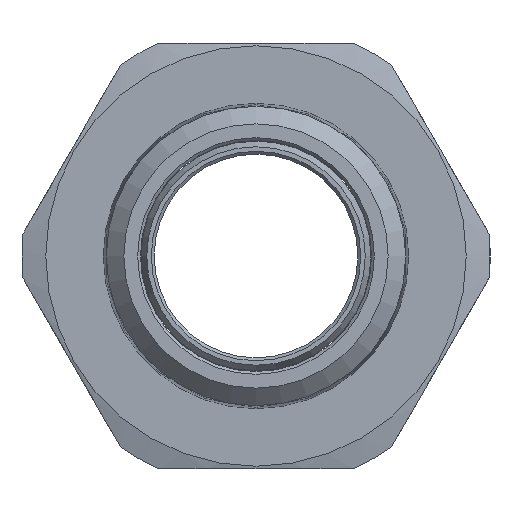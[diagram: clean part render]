
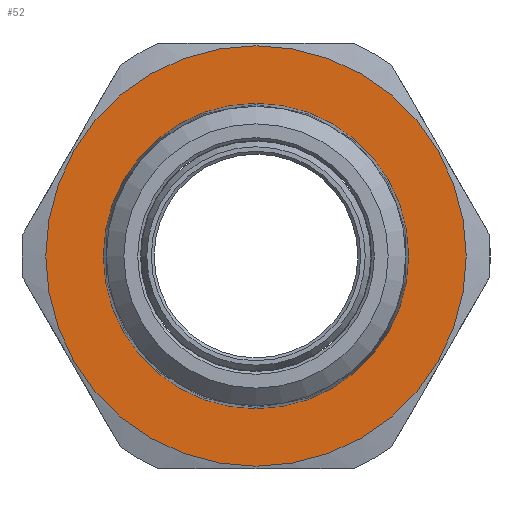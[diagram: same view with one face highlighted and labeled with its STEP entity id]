
A CAD part, left-side view. The second image highlights one B-rep face of the part: STEP entity #52.
In plain terms, the highlighted planar face has unit normal (-1, 0, 0).
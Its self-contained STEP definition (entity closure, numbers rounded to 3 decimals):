
#52 = ADVANCED_FACE ( 'NONE', ( #839, #2488 ), #2034, .F. ) ;
#118 = AXIS2_PLACEMENT_3D ( 'NONE', #1472, #870, #457 ) ;
#427 = CARTESIAN_POINT ( 'NONE',  ( 29.8, 13.45, 0. ) ) ;
#457 = DIRECTION ( 'NONE',  ( 0., 0., -1. ) ) ;
#554 = DIRECTION ( 'NONE',  ( -1., 0., 0. ) ) ;
#606 = DIRECTION ( 'NONE',  ( 0., 0., -1. ) ) ;
#634 = CIRCLE ( 'NONE', #118, 18.523 ) ;
#704 = VERTEX_POINT ( 'NONE', #2336 ) ;
#734 = ORIENTED_EDGE ( 'NONE', *, *, #877, .F. ) ;
#839 = FACE_BOUND ( 'NONE', #1816, .T. ) ;
#870 = DIRECTION ( 'NONE',  ( 1., 0., 0. ) ) ;
#877 = EDGE_CURVE ( 'NONE', #704, #704, #2549, .T. ) ;
#1161 = DIRECTION ( 'NONE',  ( 0., 0., 1. ) ) ;
#1472 = CARTESIAN_POINT ( 'NONE',  ( 29.8, 0., 0. ) ) ;
#1816 = EDGE_LOOP ( 'NONE', ( #734 ) ) ;
#1948 = AXIS2_PLACEMENT_3D ( 'NONE', #427, #2192, #606 ) ;
#1974 = ORIENTED_EDGE ( 'NONE', *, *, #2421, .F. ) ;
#2034 = PLANE ( 'NONE',  #1948 ) ;
#2141 = CARTESIAN_POINT ( 'NONE',  ( 29.8, 0., -18.523 ) ) ;
#2192 = DIRECTION ( 'NONE',  ( 1., 0., 0. ) ) ;
#2301 = VERTEX_POINT ( 'NONE', #2141 ) ;
#2336 = CARTESIAN_POINT ( 'NONE',  ( 29.8, 0., 13.45 ) ) ;
#2351 = CARTESIAN_POINT ( 'NONE',  ( 29.8, 0., 0. ) ) ;
#2382 = EDGE_LOOP ( 'NONE', ( #1974 ) ) ;
#2421 = EDGE_CURVE ( 'NONE', #2301, #2301, #634, .T. ) ;
#2488 = FACE_OUTER_BOUND ( 'NONE', #2382, .T. ) ;
#2549 = CIRCLE ( 'NONE', #2571, 13.45 ) ;
#2571 = AXIS2_PLACEMENT_3D ( 'NONE', #2351, #554, #1161 ) ;
